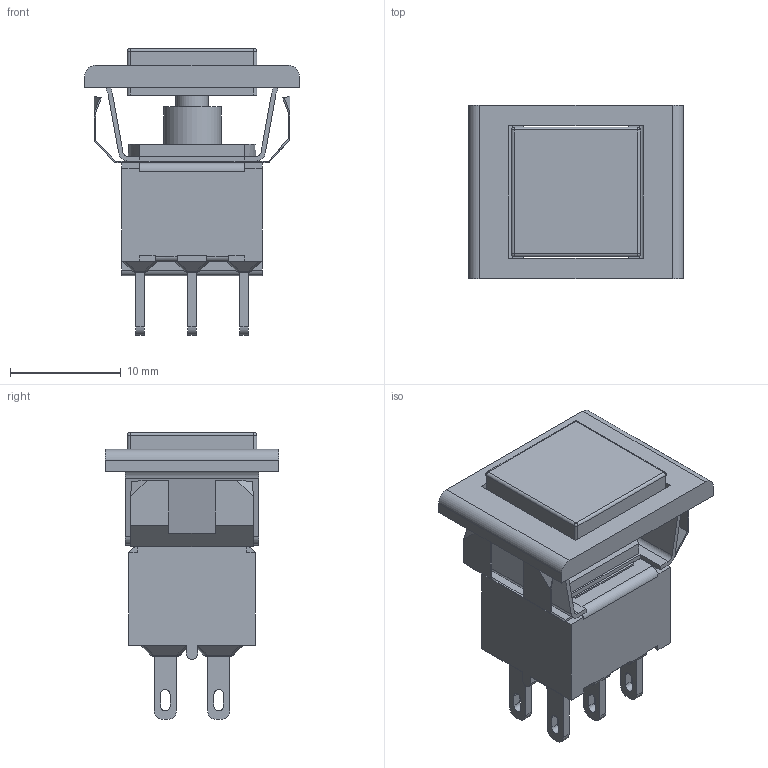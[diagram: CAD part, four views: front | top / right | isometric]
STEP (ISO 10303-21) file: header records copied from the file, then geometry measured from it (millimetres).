
FILE_DESCRIPTION((' '),'2;1');
FILE_NAME('700DP7M1xEAP2xxxxxx.stp','2017-07-31T09:25:17',(' '),(' '),' ','ACIS',' ');
FILE_SCHEMA(('CONFIG_CONTROL_DESIGN'));
Length unit declared in the file: inch
Products named in the file (1): 700DP7M1xEAP2xxxxxx.stp
Bounding box: 19.4 x 15.7 x 25.93 mm (x, y, z)
Volume: 2236.7 mm3; surface area: 3074.1 mm2
Topology: 1 solids, 4 shells, 431 faces, 1100 edges, 690 vertices
Faces by surface type: plane 296, cylinder 107, sphere 28
Full cylindrical faces by diameter (mm): 2.946 x1, 3.1 x2, 5.2 x1
Entity records: 12904 total; most frequent: CARTESIAN_POINT 2213, DIRECTION 2195, ORIENTED_EDGE 2186, EDGE_CURVE 1093, VECTOR 855, LINE 855, VERTEX_POINT 688, AXIS2_PLACEMENT_3D 670
